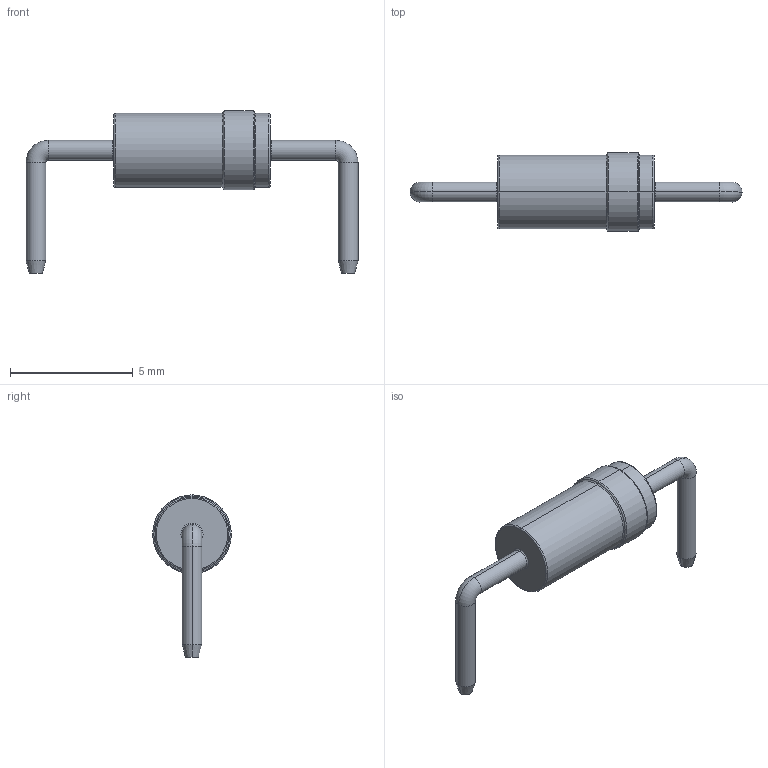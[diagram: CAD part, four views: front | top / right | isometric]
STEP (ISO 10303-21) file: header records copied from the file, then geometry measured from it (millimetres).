
FILE_DESCRIPTION (( 'STEP AP214' ), '1' );
FILE_NAME ('User Library-DO-15-1.STEP', '2015-03-30T09:43:43', ( 'Windows User' ), ( '' ), 'SwSTEP 2.0', 'SolidWorks 2015', '' );
FILE_SCHEMA (( 'AUTOMOTIVE_DESIGN' ));
Length unit declared in the file: millimetre
Products named in the file (1): User Library-DO-15-1
Bounding box: 13.5 x 3.2 x 6.6 mm (x, y, z)
Volume: 54 mm3; surface area: 114.5 mm2
Topology: 1 solids, 1 shells, 42 faces, 82 edges, 44 vertices
Faces by surface type: torus 20, cylinder 14, cone 4, plane 4
Entity records: 1372 total; most frequent: DIRECTION 232, CARTESIAN_POINT 169, ORIENTED_EDGE 164, AXIS2_PLACEMENT_3D 107, EDGE_CURVE 82, CIRCLE 64, EDGE_LOOP 44, VERTEX_POINT 44
